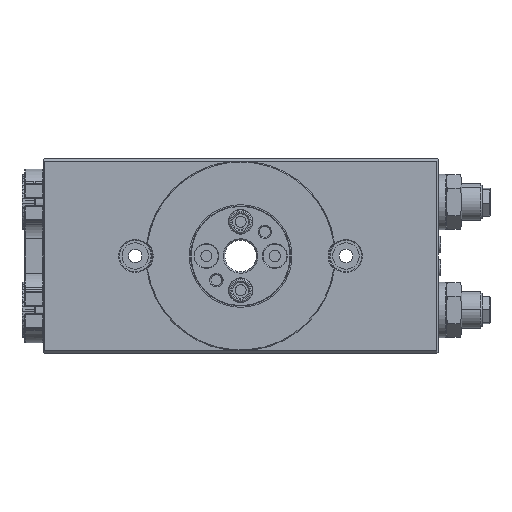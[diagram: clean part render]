
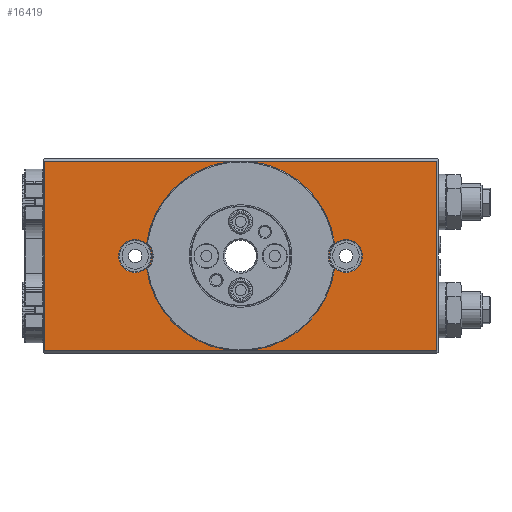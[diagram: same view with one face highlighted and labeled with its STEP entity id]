
A CAD part, front view. The second image highlights one B-rep face of the part: STEP entity #16419.
In plain terms, the highlighted planar face has unit normal (0, -1, 0).
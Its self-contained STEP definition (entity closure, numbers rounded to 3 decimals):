
#226 = CARTESIAN_POINT ( 'NONE',  ( -40., 0., 6.3 ) ) ;
#304 = ORIENTED_EDGE ( 'NONE', *, *, #17645, .T. ) ;
#566 = DIRECTION ( 'NONE',  ( 0., 0., -1. ) ) ;
#1207 = CARTESIAN_POINT ( 'NONE',  ( 40., 0., -6.3 ) ) ;
#1806 = CARTESIAN_POINT ( 'NONE',  ( 40., 0., 0. ) ) ;
#2030 = CARTESIAN_POINT ( 'NONE',  ( -74.5, 0., -36. ) ) ;
#2686 = EDGE_CURVE ( 'NONE', #52126, #3131, #24162, .T. ) ;
#3131 = VERTEX_POINT ( 'NONE', #1207 ) ;
#3971 = LINE ( 'NONE', #60689, #6357 ) ;
#4102 = AXIS2_PLACEMENT_3D ( 'NONE', #27980, #53076, #58181 ) ;
#5705 = VERTEX_POINT ( 'NONE', #11192 ) ;
#5733 = DIRECTION ( 'NONE',  ( 0., -1., 0. ) ) ;
#6357 = VECTOR ( 'NONE', #19655, 1000. ) ;
#6873 = DIRECTION ( 'NONE',  ( 0., 1., 0. ) ) ;
#7014 = CIRCLE ( 'NONE', #31140, 6.3 ) ;
#8063 = CARTESIAN_POINT ( 'NONE',  ( -75., 0., 36. ) ) ;
#9683 = CARTESIAN_POINT ( 'NONE',  ( -74.5, 0., -36. ) ) ;
#10819 = DIRECTION ( 'NONE',  ( 0., 0., -1. ) ) ;
#11192 = CARTESIAN_POINT ( 'NONE',  ( -40., 0., -6.3 ) ) ;
#13179 = CARTESIAN_POINT ( 'NONE',  ( 75., 0., -36. ) ) ;
#15718 = AXIS2_PLACEMENT_3D ( 'NONE', #56764, #26573, #566 ) ;
#16419 = ADVANCED_FACE ( 'NONE', ( #25196, #59925, #27603, #53556 ), #55770, .T. ) ;
#16963 = CARTESIAN_POINT ( 'NONE',  ( 40., 0., 0. ) ) ;
#17552 = EDGE_CURVE ( 'NONE', #3131, #52126, #32211, .T. ) ;
#17645 = EDGE_CURVE ( 'NONE', #5705, #21390, #40095, .T. ) ;
#17895 = CIRCLE ( 'NONE', #15718, 22.5 ) ;
#18235 = EDGE_CURVE ( 'NONE', #54857, #52938, #50191, .T. ) ;
#19655 = DIRECTION ( 'NONE',  ( 0., 0., 1. ) ) ;
#20678 = EDGE_CURVE ( 'NONE', #31866, #20829, #63204, .T. ) ;
#20829 = VERTEX_POINT ( 'NONE', #60469 ) ;
#21390 = VERTEX_POINT ( 'NONE', #226 ) ;
#22021 = DIRECTION ( 'NONE',  ( 0., 0., -1. ) ) ;
#22377 = ORIENTED_EDGE ( 'NONE', *, *, #54506, .T. ) ;
#23242 = VECTOR ( 'NONE', #24864, 1000. ) ;
#23568 = VECTOR ( 'NONE', #23946, 1000. ) ;
#23946 = DIRECTION ( 'NONE',  ( 1., 0., 0. ) ) ;
#24162 = CIRCLE ( 'NONE', #65215, 6.3 ) ;
#24506 = ORIENTED_EDGE ( 'NONE', *, *, #17552, .T. ) ;
#24864 = DIRECTION ( 'NONE',  ( 0., 0., -1. ) ) ;
#25196 = FACE_BOUND ( 'NONE', #41361, .T. ) ;
#25819 = VECTOR ( 'NONE', #43300, 1000. ) ;
#26046 = ORIENTED_EDGE ( 'NONE', *, *, #50517, .T. ) ;
#26573 = DIRECTION ( 'NONE',  ( 0., -1., 0. ) ) ;
#26860 = CARTESIAN_POINT ( 'NONE',  ( 0., 0., -22.5 ) ) ;
#27603 = FACE_OUTER_BOUND ( 'NONE', #34149, .T. ) ;
#27980 = CARTESIAN_POINT ( 'NONE',  ( -40., 0., 0. ) ) ;
#29411 = DIRECTION ( 'NONE',  ( 0., 0., -1. ) ) ;
#31140 = AXIS2_PLACEMENT_3D ( 'NONE', #56217, #50880, #45834 ) ;
#31183 = EDGE_CURVE ( 'NONE', #32467, #54857, #3971, .T. ) ;
#31866 = VERTEX_POINT ( 'NONE', #26860 ) ;
#32211 = CIRCLE ( 'NONE', #52613, 6.3 ) ;
#32467 = VERTEX_POINT ( 'NONE', #36044 ) ;
#33656 = ORIENTED_EDGE ( 'NONE', *, *, #2686, .T. ) ;
#33851 = LINE ( 'NONE', #13179, #23568 ) ;
#34149 = EDGE_LOOP ( 'NONE', ( #22377, #52936, #35628, #26046 ) ) ;
#35628 = ORIENTED_EDGE ( 'NONE', *, *, #18235, .T. ) ;
#36044 = CARTESIAN_POINT ( 'NONE',  ( 74.5, 0., -36. ) ) ;
#38230 = ORIENTED_EDGE ( 'NONE', *, *, #20678, .F. ) ;
#40095 = CIRCLE ( 'NONE', #4102, 6.3 ) ;
#41361 = EDGE_LOOP ( 'NONE', ( #304, #46999 ) ) ;
#42086 = DIRECTION ( 'NONE',  ( 0., 1., 0. ) ) ;
#42807 = CARTESIAN_POINT ( 'NONE',  ( 74.5, 0., 36. ) ) ;
#43300 = DIRECTION ( 'NONE',  ( -1., 0., 0. ) ) ;
#44590 = ORIENTED_EDGE ( 'NONE', *, *, #47139, .F. ) ;
#45834 = DIRECTION ( 'NONE',  ( 0., 0., -1. ) ) ;
#46031 = EDGE_LOOP ( 'NONE', ( #38230, #44590 ) ) ;
#46999 = ORIENTED_EDGE ( 'NONE', *, *, #57008, .T. ) ;
#47139 = EDGE_CURVE ( 'NONE', #20829, #31866, #17895, .T. ) ;
#47400 = DIRECTION ( 'NONE',  ( 0., 0., -1. ) ) ;
#47640 = LINE ( 'NONE', #9683, #23242 ) ;
#48764 = DIRECTION ( 'NONE',  ( 0., -1., 0. ) ) ;
#50191 = LINE ( 'NONE', #8063, #25819 ) ;
#50517 = EDGE_CURVE ( 'NONE', #52938, #52627, #47640, .T. ) ;
#50880 = DIRECTION ( 'NONE',  ( 0., 1., 0. ) ) ;
#52126 = VERTEX_POINT ( 'NONE', #62707 ) ;
#52613 = AXIS2_PLACEMENT_3D ( 'NONE', #16963, #42086, #22021 ) ;
#52627 = VERTEX_POINT ( 'NONE', #2030 ) ;
#52936 = ORIENTED_EDGE ( 'NONE', *, *, #31183, .T. ) ;
#52938 = VERTEX_POINT ( 'NONE', #59749 ) ;
#53076 = DIRECTION ( 'NONE',  ( 0., 1., 0. ) ) ;
#53556 = FACE_BOUND ( 'NONE', #46031, .T. ) ;
#54506 = EDGE_CURVE ( 'NONE', #52627, #32467, #33851, .T. ) ;
#54857 = VERTEX_POINT ( 'NONE', #42807 ) ;
#55770 = PLANE ( 'NONE',  #59808 ) ;
#56217 = CARTESIAN_POINT ( 'NONE',  ( -40., 0., 0. ) ) ;
#56764 = CARTESIAN_POINT ( 'NONE',  ( 0., 0., 0. ) ) ;
#57008 = EDGE_CURVE ( 'NONE', #21390, #5705, #7014, .T. ) ;
#58181 = DIRECTION ( 'NONE',  ( 0., 0., -1. ) ) ;
#59749 = CARTESIAN_POINT ( 'NONE',  ( -74.5, 0., 36. ) ) ;
#59808 = AXIS2_PLACEMENT_3D ( 'NONE', #61509, #5733, #10819 ) ;
#59925 = FACE_BOUND ( 'NONE', #62716, .T. ) ;
#60469 = CARTESIAN_POINT ( 'NONE',  ( 0., 0., 22.5 ) ) ;
#60689 = CARTESIAN_POINT ( 'NONE',  ( 74.5, 0., 36. ) ) ;
#61509 = CARTESIAN_POINT ( 'NONE',  ( 0., 0., 0. ) ) ;
#62707 = CARTESIAN_POINT ( 'NONE',  ( 40., 0., 6.3 ) ) ;
#62716 = EDGE_LOOP ( 'NONE', ( #24506, #33656 ) ) ;
#63204 = CIRCLE ( 'NONE', #64537, 22.5 ) ;
#64237 = CARTESIAN_POINT ( 'NONE',  ( 0., 0., 0. ) ) ;
#64537 = AXIS2_PLACEMENT_3D ( 'NONE', #64237, #48764, #29411 ) ;
#65215 = AXIS2_PLACEMENT_3D ( 'NONE', #1806, #6873, #47400 ) ;
